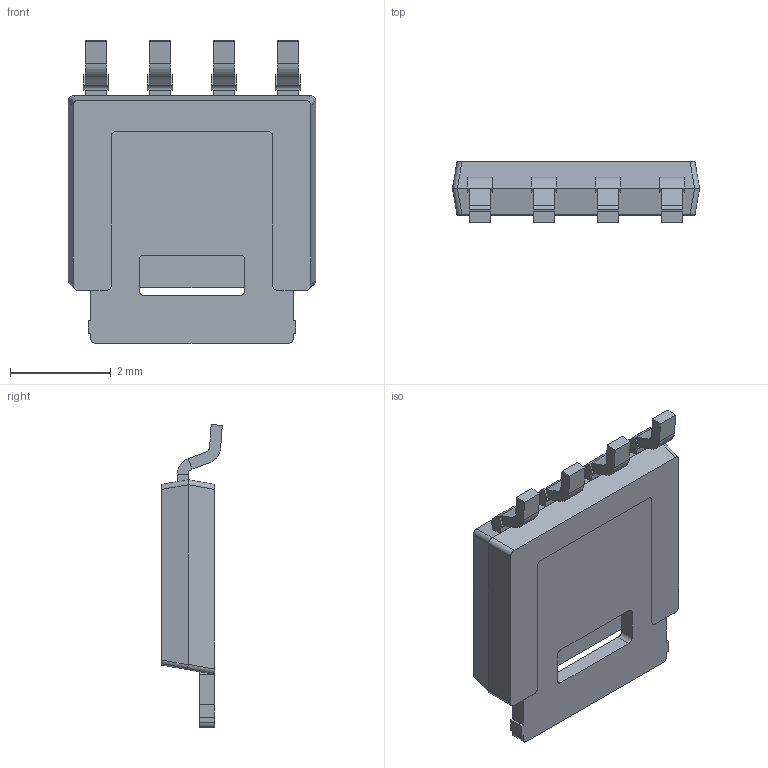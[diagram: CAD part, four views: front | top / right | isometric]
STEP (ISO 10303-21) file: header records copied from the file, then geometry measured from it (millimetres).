
FILE_DESCRIPTION (( 'STEP AP214' ), '1' );
FILE_NAME ('PSMN102-200Y,115.STEP', '2020-05-04T12:27:53', ( '' ), ( '' ), 'SwSTEP 2.0', 'SolidWorks 2017', '' );
FILE_SCHEMA (( 'AUTOMOTIVE_DESIGN' ));
Length unit declared in the file: millimetre
Products named in the file (1): PSMN102-200Y,115
Bounding box: 4.9 x 1.2 x 6 mm (x, y, z)
Volume: 20.1 mm3; surface area: 95.2 mm2
Topology: 7 solids, 7 shells, 152 faces, 375 edges, 238 vertices
Faces by surface type: plane 110, cylinder 42
Entity records: 4511 total; most frequent: CARTESIAN_POINT 814, ORIENTED_EDGE 750, DIRECTION 733, EDGE_CURVE 375, LINE 291, VECTOR 291, VERTEX_POINT 238, AXIS2_PLACEMENT_3D 221
